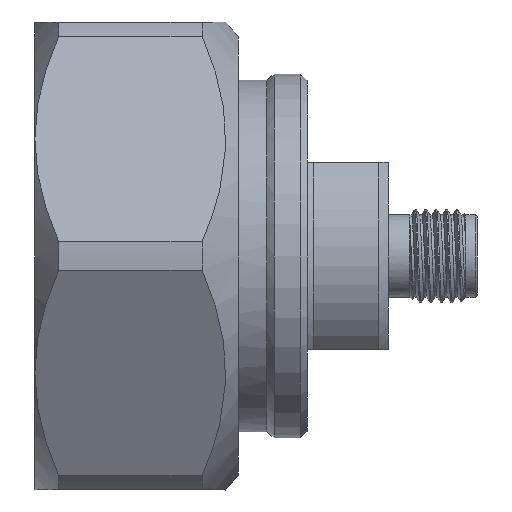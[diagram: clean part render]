
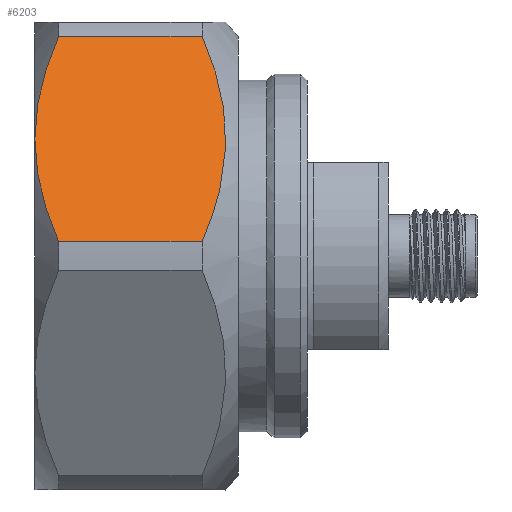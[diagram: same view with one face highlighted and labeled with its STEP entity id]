
A CAD part, front view. The second image highlights one B-rep face of the part: STEP entity #6203.
In plain terms, the highlighted planar face has unit normal (0, -0.866, 0.5).
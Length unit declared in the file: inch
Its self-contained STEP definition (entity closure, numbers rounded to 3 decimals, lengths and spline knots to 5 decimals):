
#9 = CARTESIAN_POINT ( 'NONE',  ( 0.06341, -0.69952, 0.03839 ) ) ;
#10 = CARTESIAN_POINT ( 'NONE',  ( 0.49324, -0.46164, 0.45042 ) ) ;
#36 = EDGE_CURVE ( 'NONE', #6770, #6280, #2978, .T. ) ;
#52 = CARTESIAN_POINT ( 'NONE',  ( 0.48249, -0.43592, 0.49496 ) ) ;
#91 = CARTESIAN_POINT ( 'NONE',  ( 0.49248, -0.62272, 0.17143 ) ) ;
#169 = CARTESIAN_POINT ( 'NONE',  ( 0.50818, -0.56807, 0.26608 ) ) ;
#251 = DIRECTION ( 'NONE',  ( -1., 0., 0. ) ) ;
#405 = CARTESIAN_POINT ( 'NONE',  ( 0.49215, -0.62349, 0.17008 ) ) ;
#418 = CARTESIAN_POINT ( 'NONE',  ( 0.06341, -0.69952, 0.03839 ) ) ;
#422 = VECTOR ( 'NONE', #251, 39.37008 ) ;
#454 = CARTESIAN_POINT ( 'NONE',  ( 2.68172, -0.72169, 0. ) ) ;
#537 = CARTESIAN_POINT ( 'NONE',  ( 0.01829, -0.45802, 0.45669 ) ) ;
#557 = B_SPLINE_CURVE_WITH_KNOTS ( 'NONE', 3,
 ( #1144, #1183, #5341, #7695, #1778, #4161, #5760, #405, #91, #4842, #2992, #1892, #169, #673, #3613, #6691, #1929, #3698, #4290, #6836, #3069, #5379, #10, #2408, #52, #2519, #4803 ),
 .UNSPECIFIED., .F., .F.,
 ( 4, 1, 1, 1, 1, 1, 2, 2, 1, 2, 2, 1, 1, 1, 1, 1, 2, 2, 4 ),
 ( 0., 0.125, 0.1875, 0.21875, 0.23437, 0.24219, 0.24609, 0.25, 0.375, 0.4375, 0.5, 0.625, 0.6875, 0.71875, 0.73438, 0.74219, 0.74609, 0.75, 1. ),
 .UNSPECIFIED. ) ;
#562 = DIRECTION ( 'NONE',  ( 0., -0.866, 0.5 ) ) ;
#606 = EDGE_CURVE ( 'NONE', #5692, #4704, #2644, .T. ) ;
#673 = CARTESIAN_POINT ( 'NONE',  ( 0.50962, -0.55478, 0.28909 ) ) ;
#815 = VECTOR ( 'NONE', #3056, 39.37008 ) ;
#885 = CARTESIAN_POINT ( 'NONE',  ( 0.01471, -0.61583, 0.18335 ) ) ;
#1144 = CARTESIAN_POINT ( 'NONE',  ( 0.44659, -0.69952, 0.03839 ) ) ;
#1168 = CARTESIAN_POINT ( 'NONE',  ( 0.06341, -0.38301, 0.58661 ) ) ;
#1183 = CARTESIAN_POINT ( 'NONE',  ( 0.45679, -0.68606, 0.0617 ) ) ;
#1556 = CARTESIAN_POINT ( 'NONE',  ( 0.01697, -0.6214, 0.1737 ) ) ;
#1778 = CARTESIAN_POINT ( 'NONE',  ( 0.48798, -0.63285, 0.15387 ) ) ;
#1840 = CARTESIAN_POINT ( 'NONE',  ( 0., -0.51485, 0.35825 ) ) ;
#1892 = CARTESIAN_POINT ( 'NONE',  ( 0.50495, -0.58808, 0.23141 ) ) ;
#1929 = CARTESIAN_POINT ( 'NONE',  ( 0.5079, -0.50829, 0.36961 ) ) ;
#2071 = CARTESIAN_POINT ( 'NONE',  ( 0.01678, -0.62094, 0.1745 ) ) ;
#2102 = ORIENTED_EDGE ( 'NONE', *, *, #6026, .T. ) ;
#2192 = EDGE_LOOP ( 'NONE', ( #2674, #7577, #5580, #6423, #2102 ) ) ;
#2246 = CARTESIAN_POINT ( 'NONE',  ( 0.44659, -0.69952, 0.03839 ) ) ;
#2337 = DIRECTION ( 'NONE',  ( -1., 0., 0. ) ) ;
#2391 = CARTESIAN_POINT ( 'NONE',  ( 0.00571, -0.48801, 0.40474 ) ) ;
#2408 = CARTESIAN_POINT ( 'NONE',  ( 0.49305, -0.46117, 0.45123 ) ) ;
#2515 = CARTESIAN_POINT ( 'NONE',  ( 0.06341, -0.38301, 0.58661 ) ) ;
#2519 = CARTESIAN_POINT ( 'NONE',  ( 0.46705, -0.41, 0.53986 ) ) ;
#2524 = B_SPLINE_CURVE_WITH_KNOTS ( 'NONE', 3,
 ( #1168, #6519, #7024, #3054, #7138, #4105, #537, #5946, #7061, #5327, #2391, #1840, #5901 ),
 .UNSPECIFIED., .F., .F.,
 ( 4, 1, 1, 1, 1, 1, 2, 2, 4 ),
 ( 0., 0.25, 0.375, 0.4375, 0.46875, 0.48438, 0.49219, 0.5, 1. ),
 .UNSPECIFIED. ) ;
#2644 = LINE ( 'NONE', #5036, #422 ) ;
#2674 = ORIENTED_EDGE ( 'NONE', *, *, #36, .T. ) ;
#2857 = CARTESIAN_POINT ( 'NONE',  ( 0.44659, -0.38301, 0.58661 ) ) ;
#2978 = LINE ( 'NONE', #7178, #815 ) ;
#2992 = CARTESIAN_POINT ( 'NONE',  ( 0.49852, -0.60833, 0.19634 ) ) ;
#3054 = CARTESIAN_POINT ( 'NONE',  ( 0.02734, -0.43876, 0.49004 ) ) ;
#3056 = DIRECTION ( 'NONE',  ( 1., 0., 0. ) ) ;
#3069 = CARTESIAN_POINT ( 'NONE',  ( 0.49412, -0.46377, 0.44672 ) ) ;
#3527 = AXIS2_PLACEMENT_3D ( 'NONE', #454, #562, #2337 ) ;
#3613 = CARTESIAN_POINT ( 'NONE',  ( 0.50999, -0.54819, 0.3005 ) ) ;
#3692 = CARTESIAN_POINT ( 'NONE',  ( 0., -0.54127, 0.3125 ) ) ;
#3698 = CARTESIAN_POINT ( 'NONE',  ( 0.50165, -0.48463, 0.41059 ) ) ;
#4105 = CARTESIAN_POINT ( 'NONE',  ( 0.01948, -0.45529, 0.46142 ) ) ;
#4161 = CARTESIAN_POINT ( 'NONE',  ( 0.49046, -0.62738, 0.16334 ) ) ;
#4290 = CARTESIAN_POINT ( 'NONE',  ( 0.49759, -0.47273, 0.4312 ) ) ;
#4462 = CARTESIAN_POINT ( 'NONE',  ( 0.01643, -0.62009, 0.17598 ) ) ;
#4619 = CARTESIAN_POINT ( 'NONE',  ( 0., -0.54127, 0.3125 ) ) ;
#4704 = VERTEX_POINT ( 'NONE', #2515 ) ;
#4737 = VERTEX_POINT ( 'NONE', #3692 ) ;
#4803 = CARTESIAN_POINT ( 'NONE',  ( 0.44659, -0.38301, 0.58661 ) ) ;
#4842 = CARTESIAN_POINT ( 'NONE',  ( 0.49263, -0.62237, 0.17203 ) ) ;
#5036 = CARTESIAN_POINT ( 'NONE',  ( 0., -0.38301, 0.58661 ) ) ;
#5070 = B_SPLINE_CURVE_WITH_KNOTS ( 'NONE', 3,
 ( #4619, #7516, #7556, #5707, #6971, #885, #7406, #4462, #2071, #1556, #5165, #6285, #418 ),
 .UNSPECIFIED., .F., .F.,
 ( 4, 1, 1, 1, 1, 1, 2, 2, 4 ),
 ( 0., 0.25, 0.375, 0.4375, 0.46875, 0.48438, 0.49219, 0.5, 1. ),
 .UNSPECIFIED. ) ;
#5165 = CARTESIAN_POINT ( 'NONE',  ( 0.02753, -0.64664, 0.12999 ) ) ;
#5327 = CARTESIAN_POINT ( 'NONE',  ( 0.01731, -0.46031, 0.45271 ) ) ;
#5341 = CARTESIAN_POINT ( 'NONE',  ( 0.47022, -0.66627, 0.09598 ) ) ;
#5358 = EDGE_CURVE ( 'NONE', #6280, #5692, #557, .T. ) ;
#5379 = CARTESIAN_POINT ( 'NONE',  ( 0.4936, -0.46249, 0.44894 ) ) ;
#5580 = ORIENTED_EDGE ( 'NONE', *, *, #606, .T. ) ;
#5692 = VERTEX_POINT ( 'NONE', #2857 ) ;
#5707 = CARTESIAN_POINT ( 'NONE',  ( 0.00839, -0.59802, 0.2142 ) ) ;
#5741 = EDGE_CURVE ( 'NONE', #4704, #4737, #2524, .T. ) ;
#5760 = CARTESIAN_POINT ( 'NONE',  ( 0.49165, -0.62466, 0.16806 ) ) ;
#5901 = CARTESIAN_POINT ( 'NONE',  ( 0., -0.54127, 0.3125 ) ) ;
#5946 = CARTESIAN_POINT ( 'NONE',  ( 0.01779, -0.45918, 0.45467 ) ) ;
#6026 = EDGE_CURVE ( 'NONE', #4737, #6770, #5070, .T. ) ;
#6203 = ADVANCED_FACE ( 'NONE', ( #7670 ), #7127, .T. ) ;
#6280 = VERTEX_POINT ( 'NONE', #2246 ) ;
#6285 = CARTESIAN_POINT ( 'NONE',  ( 0.04296, -0.67255, 0.08512 ) ) ;
#6423 = ORIENTED_EDGE ( 'NONE', *, *, #5741, .T. ) ;
#6519 = CARTESIAN_POINT ( 'NONE',  ( 0.05319, -0.39649, 0.56325 ) ) ;
#6691 = CARTESIAN_POINT ( 'NONE',  ( 0.51002, -0.52833, 0.33491 ) ) ;
#6770 = VERTEX_POINT ( 'NONE', #9 ) ;
#6836 = CARTESIAN_POINT ( 'NONE',  ( 0.49532, -0.46676, 0.44154 ) ) ;
#6971 = CARTESIAN_POINT ( 'NONE',  ( 0.01245, -0.60988, 0.19365 ) ) ;
#7024 = CARTESIAN_POINT ( 'NONE',  ( 0.03974, -0.41632, 0.52891 ) ) ;
#7061 = CARTESIAN_POINT ( 'NONE',  ( 0.01746, -0.45996, 0.45332 ) ) ;
#7127 = PLANE ( 'NONE',  #3527 ) ;
#7138 = CARTESIAN_POINT ( 'NONE',  ( 0.02196, -0.44981, 0.47091 ) ) ;
#7178 = CARTESIAN_POINT ( 'NONE',  ( 0., -0.69952, 0.03839 ) ) ;
#7406 = CARTESIAN_POINT ( 'NONE',  ( 0.0159, -0.61881, 0.17819 ) ) ;
#7516 = CARTESIAN_POINT ( 'NONE',  ( 0., -0.55447, 0.28963 ) ) ;
#7556 = CARTESIAN_POINT ( 'NONE',  ( 0.00214, -0.57444, 0.25504 ) ) ;
#7577 = ORIENTED_EDGE ( 'NONE', *, *, #5358, .T. ) ;
#7670 = FACE_OUTER_BOUND ( 'NONE', #2192, .T. ) ;
#7695 = CARTESIAN_POINT ( 'NONE',  ( 0.48261, -0.64388, 0.13477 ) ) ;
